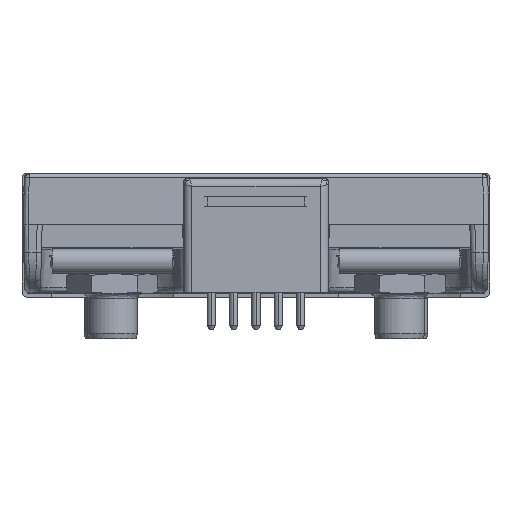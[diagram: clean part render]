
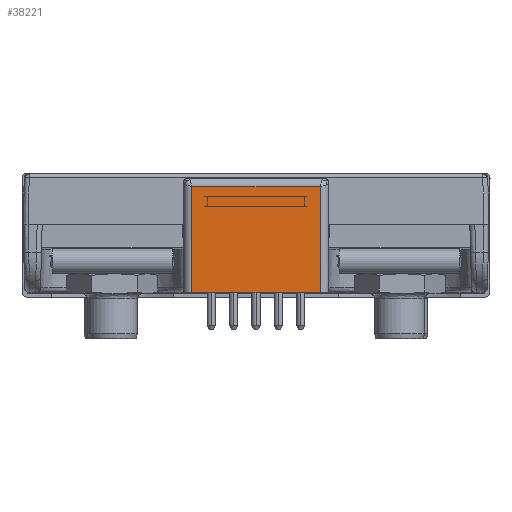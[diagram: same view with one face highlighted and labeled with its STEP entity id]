
A CAD part, left-side view. The second image highlights one B-rep face of the part: STEP entity #38221.
In plain terms, the highlighted planar face has unit normal (-1, 0, 0).
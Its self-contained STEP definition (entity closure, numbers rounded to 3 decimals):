
#3223 = EDGE_CURVE ( 'NONE', #41170, #91902, #76757, .T. ) ;
#4948 = CARTESIAN_POINT ( 'NONE',  ( -224.153, 73.458, -6.907 ) ) ;
#5413 = CARTESIAN_POINT ( 'NONE',  ( -224.153, 73.458, -9.596 ) ) ;
#13640 = VERTEX_POINT ( 'NONE', #16061 ) ;
#13793 = DIRECTION ( 'NONE',  ( 0., 0., -1. ) ) ;
#16061 = CARTESIAN_POINT ( 'NONE',  ( -224.153, 63.701, -1.529 ) ) ;
#18739 = CARTESIAN_POINT ( 'NONE',  ( -224.153, 73.458, -1.529 ) ) ;
#18929 = DIRECTION ( 'NONE',  ( 0., 0., -1. ) ) ;
#19393 = EDGE_CURVE ( 'NONE', #13640, #51685, #64010, .T. ) ;
#19850 = CARTESIAN_POINT ( 'NONE',  ( -224.153, 70.206, -9.596 ) ) ;
#20245 = EDGE_CURVE ( 'NONE', #13640, #41170, #92315, .T. ) ;
#24494 = CARTESIAN_POINT ( 'NONE',  ( -224.153, 63.701, -9.596 ) ) ;
#24690 = EDGE_LOOP ( 'NONE', ( #53736, #46325, #53921, #80350 ) ) ;
#25027 = CARTESIAN_POINT ( 'NONE',  ( -224.153, 73.458, -1.529 ) ) ;
#29155 = FACE_OUTER_BOUND ( 'NONE', #24690, .T. ) ;
#33305 = PLANE ( 'NONE',  #58276 ) ;
#38221 = ADVANCED_FACE ( 'NONE', ( #29155 ), #33305, .F. ) ;
#40651 = DIRECTION ( 'NONE',  ( 1., 0., 0. ) ) ;
#40898 = VECTOR ( 'NONE', #47763, 1000. ) ;
#41170 = VERTEX_POINT ( 'NONE', #25027 ) ;
#46325 = ORIENTED_EDGE ( 'NONE', *, *, #56465, .F. ) ;
#47763 = DIRECTION ( 'NONE',  ( 0., 1., 0. ) ) ;
#49232 = CARTESIAN_POINT ( 'NONE',  ( -224.153, 63.701, -9.596 ) ) ;
#51131 = CARTESIAN_POINT ( 'NONE',  ( -224.153, 63.701, -5.587 ) ) ;
#51685 = VERTEX_POINT ( 'NONE', #24494 ) ;
#53736 = ORIENTED_EDGE ( 'NONE', *, *, #3223, .T. ) ;
#53921 = ORIENTED_EDGE ( 'NONE', *, *, #19393, .F. ) ;
#56465 = EDGE_CURVE ( 'NONE', #51685, #91902, #65392, .T. ) ;
#58276 = AXIS2_PLACEMENT_3D ( 'NONE', #76777, #40651, #18929 ) ;
#60611 = VECTOR ( 'NONE', #13793, 1000. ) ;
#63599 = CARTESIAN_POINT ( 'NONE',  ( -224.153, 66.953, -9.596 ) ) ;
#64010 = LINE ( 'NONE', #51131, #60611 ) ;
#64807 = CARTESIAN_POINT ( 'NONE',  ( -224.153, 73.458, -9.596 ) ) ;
#65392 = B_SPLINE_CURVE_WITH_KNOTS ( 'NONE', 3,
 ( #49232, #63599, #19850, #5413 ),
 .UNSPECIFIED., .F., .F.,
 ( 4, 4 ),
 ( 0., 1. ),
 .UNSPECIFIED. ) ;
#76757 = B_SPLINE_CURVE_WITH_KNOTS ( 'NONE', 3,
 ( #18739, #84537, #4948, #92186 ),
 .UNSPECIFIED., .F., .F.,
 ( 4, 4 ),
 ( 0., 1. ),
 .UNSPECIFIED. ) ;
#76777 = CARTESIAN_POINT ( 'NONE',  ( -224.153, 63.701, -1.529 ) ) ;
#80350 = ORIENTED_EDGE ( 'NONE', *, *, #20245, .T. ) ;
#84537 = CARTESIAN_POINT ( 'NONE',  ( -224.153, 73.458, -4.218 ) ) ;
#91902 = VERTEX_POINT ( 'NONE', #64807 ) ;
#92148 = CARTESIAN_POINT ( 'NONE',  ( -224.153, 68.58, -1.529 ) ) ;
#92186 = CARTESIAN_POINT ( 'NONE',  ( -224.153, 73.458, -9.596 ) ) ;
#92315 = LINE ( 'NONE', #92148, #40898 ) ;
